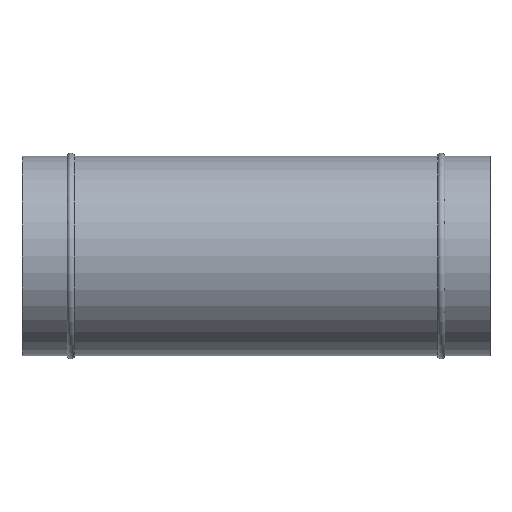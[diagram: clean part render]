
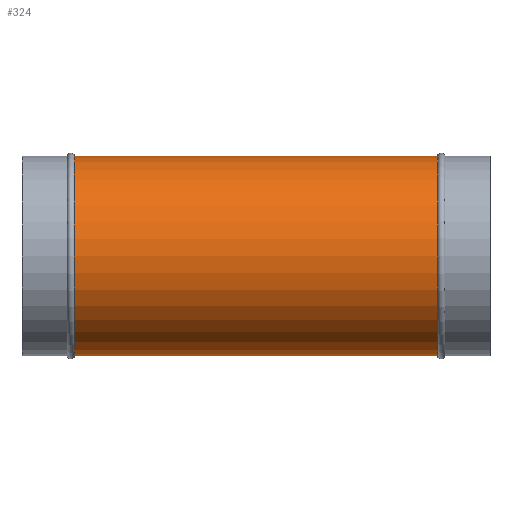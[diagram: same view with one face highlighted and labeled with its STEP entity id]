
A CAD part, front view. The second image highlights one B-rep face of the part: STEP entity #324.
In plain terms, the highlighted cylindrical face has radius 80 mm (diameter 160 mm), a partial arc.
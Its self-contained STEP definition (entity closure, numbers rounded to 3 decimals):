
#123 = VERTEX_POINT ( 'NONE', #901 ) ;
#126 = VERTEX_POINT ( 'NONE', #957 ) ;
#199 = EDGE_CURVE ( 'NONE', #123, #535, #1072, .T. ) ;
#202 = EDGE_CURVE ( 'NONE', #126, #539, #1068, .T. ) ;
#254 = ORIENTED_EDGE ( 'NONE', *, *, #202, .T. ) ;
#255 = ORIENTED_EDGE ( 'NONE', *, *, #256, .F. ) ;
#256 = EDGE_CURVE ( 'NONE', #535, #539, #1199, .T. ) ;
#324 = ADVANCED_FACE ( 'NONE', ( #1281 ), #1340, .T. ) ;
#325 = EDGE_LOOP ( 'NONE', ( #326, #327, #254, #255 ) ) ;
#326 = ORIENTED_EDGE ( 'NONE', *, *, #199, .F. ) ;
#327 = ORIENTED_EDGE ( 'NONE', *, *, #328, .T. ) ;
#328 = EDGE_CURVE ( 'NONE', #123, #126, #1335, .T. ) ;
#535 = VERTEX_POINT ( 'NONE', #1757 ) ;
#539 = VERTEX_POINT ( 'NONE', #1512 ) ;
#901 = CARTESIAN_POINT ( 'NONE',  ( -145.5, 0., 80. ) ) ;
#957 = CARTESIAN_POINT ( 'NONE',  ( -145.5, 0., -80. ) ) ;
#1065 = DIRECTION ( 'NONE',  ( 1., 0., 0. ) ) ;
#1066 = VECTOR ( 'NONE', #1065, 1000. ) ;
#1067 = CARTESIAN_POINT ( 'NONE',  ( 0., 0., -80. ) ) ;
#1068 = LINE ( 'NONE', #1067, #1066 ) ;
#1069 = DIRECTION ( 'NONE',  ( 1., 0., 0. ) ) ;
#1070 = VECTOR ( 'NONE', #1069, 1000. ) ;
#1071 = CARTESIAN_POINT ( 'NONE',  ( 0., 0., 80. ) ) ;
#1072 = LINE ( 'NONE', #1071, #1070 ) ;
#1191 = DIRECTION ( 'NONE',  ( 0., 0., -1. ) ) ;
#1192 = DIRECTION ( 'NONE',  ( 1., 0., 0. ) ) ;
#1193 = CARTESIAN_POINT ( 'NONE',  ( 145.5, 0., 0. ) ) ;
#1194 = AXIS2_PLACEMENT_3D ( 'NONE', #1193, #1192, #1191 ) ;
#1199 = CIRCLE ( 'NONE', #1194, 80. ) ;
#1281 = FACE_OUTER_BOUND ( 'NONE', #325, .T. ) ;
#1331 = DIRECTION ( 'NONE',  ( 0., 0., -1. ) ) ;
#1332 = DIRECTION ( 'NONE',  ( 1., 0., 0. ) ) ;
#1333 = CARTESIAN_POINT ( 'NONE',  ( -145.5, 0., 0. ) ) ;
#1334 = AXIS2_PLACEMENT_3D ( 'NONE', #1333, #1332, #1331 ) ;
#1335 = CIRCLE ( 'NONE', #1334, 80. ) ;
#1336 = DIRECTION ( 'NONE',  ( 0., 0., -1. ) ) ;
#1337 = DIRECTION ( 'NONE',  ( 1., 0., 0. ) ) ;
#1338 = CARTESIAN_POINT ( 'NONE',  ( 0., 0., 0. ) ) ;
#1339 = AXIS2_PLACEMENT_3D ( 'NONE', #1338, #1337, #1336 ) ;
#1340 = CYLINDRICAL_SURFACE ( 'NONE', #1339, 80. ) ;
#1512 = CARTESIAN_POINT ( 'NONE',  ( 145.5, 0., -80. ) ) ;
#1757 = CARTESIAN_POINT ( 'NONE',  ( 145.5, 0., 80. ) ) ;
